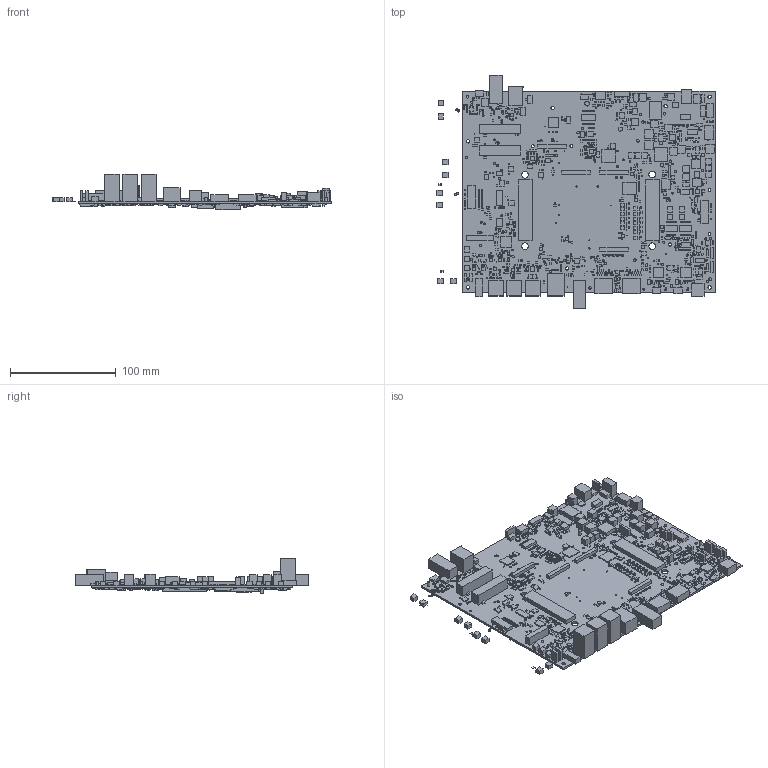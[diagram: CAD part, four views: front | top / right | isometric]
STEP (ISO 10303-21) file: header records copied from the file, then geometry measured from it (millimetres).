
FILE_DESCRIPTION(/* description */ ('PCB Design'),/* implementation_level */ '2;1');
FILE_NAME(/* name */ 'PROC079E3_BRD',/* time_stamp */ '2023-02-08T15:22:51-06:00',/* author */ ('a0869727'),/* organization */ (''),/* preprocessor_version */ 'ST-DEVELOPER v16',/* originating_system */ 'allegro_17.4S008',/* authorisation */ '');
FILE_SCHEMA (('AUTOMOTIVE_DESIGN { 1 0 10303 214 3 1 1 }'));
Length unit declared in the file: inch
Products named in the file (170): PROC079E3_BRD; BOARD_OUTLINE; COMPONENTS; RES_KRL2012_0805-4_0-7_TI; CAP1206_1-75; IND4_DLW21H_90X60_SMD_1-4; RES2512_0-75; RES0805_0-75; RES0603_0-5; RES1210_0-75; HTQFP64_TUSB4041I_400X400_1-2; QFN64_19-68_360X360_0-9_EP6; ACC_9774015243R_TH_1-5; TP_RECT20X67_SMD; TP_CIR55D28_TH; CON2_RFJACK_SMP-85305_P_S_S_4-1; FUSEH_154004_380X200_SMD_3-9; LED_0805; CON_JACK4_D4S20G-400A5_P_R_T_10-6; TP18_SMD; TP_CIR67D40_TH_4-6; TP20_SMD; CON_PMC2X20_QSH-020-01-D-DP-A_S_S_S_3-4; CON_PMC60X2_HQCD-060_S_S_S_3-3; CAPT3528T_1-25; CAP0603_1-25; HTSSOP28_LM5175-Q1_180X390_1-2; VQFN24_LM5141_160X160_1; DIO_SOD123_1-5; IND_NLCV25T-EFR_110X80_SMD_1-9; RES_CST0612_0612-4_0-9; SON6_25-59_85X85; QFN16_19-68_120X120_1_EP1-6; QFN32_19-68_200X200; CON_FLEX1X36_52559-36_S_S_S_5-3; WSON6_19-68_60X60; LQFP64_19-68_400X400_1-6; SOIC8; LQFP64_19-68_390X390_1-6; SOT23-5_1-1 ...
Assembly tree (2249 placements, depth 3):
  PROC079E3_BRD
    BOARD_OUTLINE
    COMPONENTS
      RES_KRL2012_0805-4_0-7_TI  x4
      CAP1206_1-75  x5
      IND4_DLW21H_90X60_SMD_1-4  x23
      RES2512_0-75
      RES0805_0-75  x4
      RES0603_0-5
      RES1210_0-75
      HTQFP64_TUSB4041I_400X400_1-2
      QFN64_19-68_360X360_0-9_EP6
      ACC_9774015243R_TH_1-5
      TP_RECT20X67_SMD  x4
      TP_CIR55D28_TH  x4
      CON2_RFJACK_SMP-85305_P_S_S_4-1  x8
      FUSEH_154004_380X200_SMD_3-9  x2
      LED_0805
      CON_JACK4_D4S20G-400A5_P_R_T_10-6  x2
      TP18_SMD  x3
      TP_CIR67D40_TH_4-6  x6
      TP20_SMD  x8
      CON_PMC2X20_QSH-020-01-D-DP-A_S_S_S_3-4  x3
      CON_PMC60X2_HQCD-060_S_S_S_3-3  x2
      CAPT3528T_1-25  x6
      CAP0603_1-25  x27
      HTSSOP28_LM5175-Q1_180X390_1-2
      VQFN24_LM5141_160X160_1
      DIO_SOD123_1-5  x2
      IND_NLCV25T-EFR_110X80_SMD_1-9
      RES_CST0612_0612-4_0-9
      SON6_25-59_85X85
      QFN16_19-68_120X120_1_EP1-6  x3
      QFN32_19-68_200X200  x2
      CON_FLEX1X36_52559-36_S_S_S_5-3
      WSON6_19-68_60X60
      LQFP64_19-68_400X400_1-6
      SOIC8  x2
      LQFP64_19-68_390X390_1-6
      SOT23-5_1-1  x2
      SSOP8_25-59_120X110
      VQFN48_19-68_285X285
      SC70-6_1-1
      OSC4_ASDMB_100X85_SMD_0-9
      HTQFP64_19-68_400X400_1-2_EP7-3X7
      TSSOP8_25-59_125X180_1-2
      CAPCT0805H_1  x4
      BATTH_BC501SM_580X590_SMD_4-2
      DIO_SOD123F_0-9  x3
      RES1206_W_0-75
      IND_SRP1235_510X510_SMD_3-7
      CAP2220_2-75  x4
      CAPAE_E7CASE_7  x2
      DIO_SOD323_1-1  x2
      SW10_50_550X230_SMD
      SW4_49-99_150X230_SMD_2-7  x2
      QFN20_19-68_185X145_1
      CAPAE_D8CASE_8  x2
      CAPAE_B6CASE_6  x3
      QFN40_19-68_240X240_0-9_EP3-4
Bounding box: 263.1 x 221.01 x 33.24 mm (x, y, z)
Surface area: 163356.9 mm2 (no closed solid volume)
Topology: 0 solids, 2248 shells, 13370 faces, 28931 edges, 17748 vertices
Faces by surface type: plane 12973, cylinder 397
Entity records: 52605 total; most frequent: DIRECTION 7531, AXIS2_PLACEMENT_3D 5912, ORIENTED_EDGE 4824, CARTESIAN_POINT 4725, EDGE_CURVE 2641, PRODUCT_DEFINITION_SHAPE 2419, VECTOR 2367, LINE 2367
